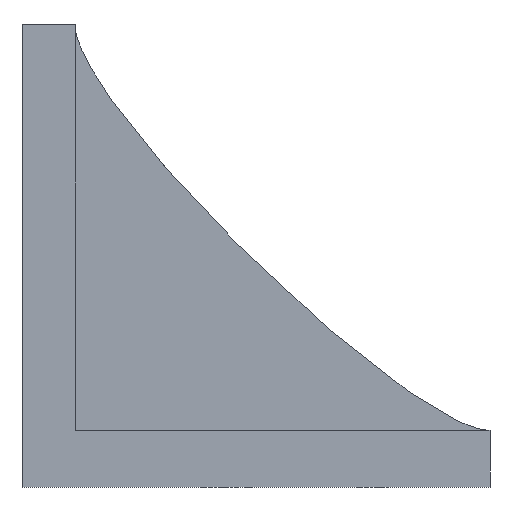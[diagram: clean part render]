
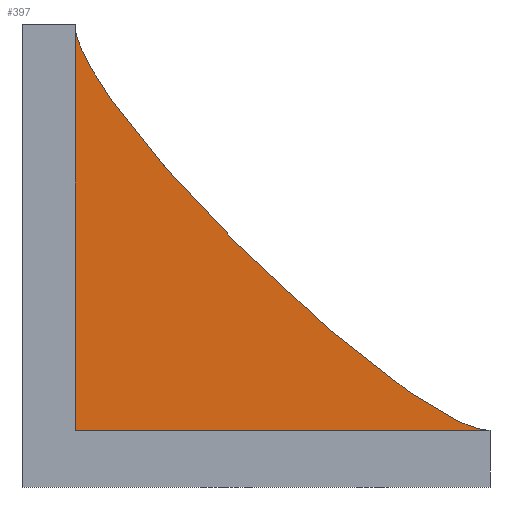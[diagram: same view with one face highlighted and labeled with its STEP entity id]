
A CAD part, left-side view. The second image highlights one B-rep face of the part: STEP entity #397.
In plain terms, the highlighted planar face has unit normal (-1, 0, 0).
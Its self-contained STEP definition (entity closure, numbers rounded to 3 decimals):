
#84 = VERTEX_POINT('',#85);
#85 = CARTESIAN_POINT('',(-15.,0.,7.291));
#140 = VERTEX_POINT('',#141);
#141 = CARTESIAN_POINT('',(-15.,53.192,59.291));
#147 = EDGE_CURVE('',#140,#148,#150,.T.);
#148 = VERTEX_POINT('',#149);
#149 = CARTESIAN_POINT('',(-15.,53.192,7.291));
#150 = LINE('',#151,#152);
#151 = CARTESIAN_POINT('',(-15.,53.192,59.291));
#152 = VECTOR('',#153,1.);
#153 = DIRECTION('',(0.,0.,-1.));
#155 = EDGE_CURVE('',#148,#84,#156,.T.);
#156 = LINE('',#157,#158);
#157 = CARTESIAN_POINT('',(-15.,53.192,7.291));
#158 = VECTOR('',#159,1.);
#159 = DIRECTION('',(0.,-1.,0.));
#293 = EDGE_CURVE('',#140,#84,#294,.T.);
#294 = B_SPLINE_CURVE_WITH_KNOTS('',3,(#295,#296,#297,#298),
  .UNSPECIFIED.,.F.,.F.,(4,4),(0.,1.),.PIECEWISE_BEZIER_KNOTS.);
#295 = CARTESIAN_POINT('',(-15.,53.192,59.291));
#296 = CARTESIAN_POINT('',(-15.,53.192,48.891));
#297 = CARTESIAN_POINT('',(-15.,10.638,7.291));
#298 = CARTESIAN_POINT('',(-15.,0.,7.291));
#397 = ADVANCED_FACE('',(#398),#403,.F.);
#398 = FACE_BOUND('',#399,.F.);
#399 = EDGE_LOOP('',(#400,#401,#402));
#400 = ORIENTED_EDGE('',*,*,#155,.F.);
#401 = ORIENTED_EDGE('',*,*,#147,.F.);
#402 = ORIENTED_EDGE('',*,*,#293,.T.);
#403 = PLANE('',#404);
#404 = AXIS2_PLACEMENT_3D('',#405,#406,#407);
#405 = CARTESIAN_POINT('',(-15.,35.285,24.58));
#406 = DIRECTION('',(1.,0.,0.));
#407 = DIRECTION('',(-0.,0.,1.));
